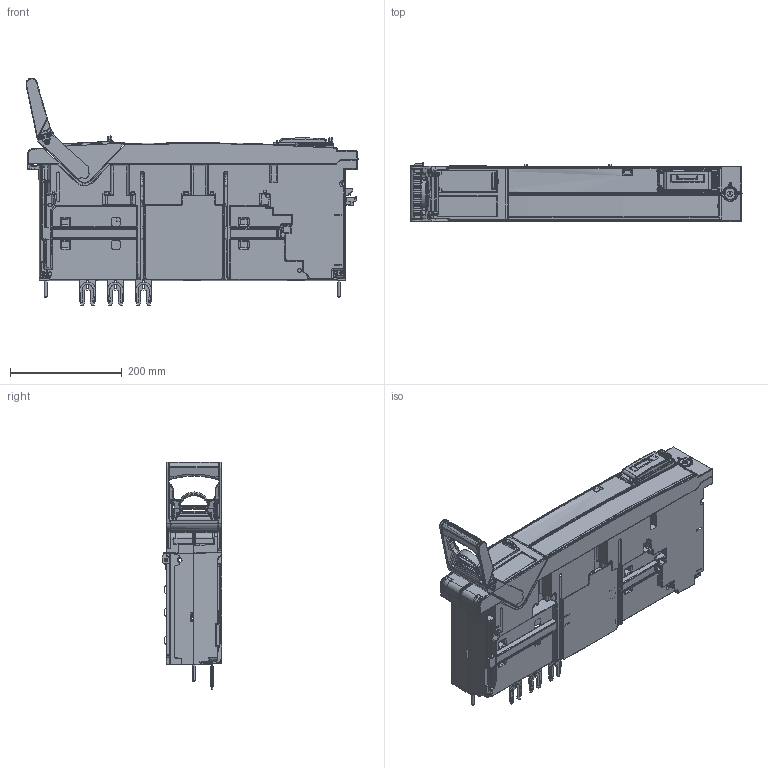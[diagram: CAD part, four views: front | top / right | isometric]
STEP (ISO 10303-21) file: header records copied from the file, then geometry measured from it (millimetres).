
FILE_DESCRIPTION((''),'2;1');
FILE_NAME('XRG1-50-10-3P','2022-08-11T15:45:57',('XYS'),(''),'CREO PARAMETRIC BY PTC INC, 2016390','CREO PARAMETRIC BY PTC INC, 2016390','');
FILE_SCHEMA(('CONFIG_CONTROL_DESIGN'));
Length unit declared in the file: millimetre
Products named in the file (1): XRG1-50-10-3P
Bounding box: 594.17 x 107.02 x 406.86 mm (x, y, z)
Surface area: 688612.9 mm2 (no closed solid volume)
Topology: 0 solids, 230 shells, 4273 faces, 14988 edges, 10762 vertices
Faces by surface type: plane 1673, cylinder 1668, bspline 428, torus 322, cone 120, extrusion 36, sphere 26
Entity records: 208860 total; most frequent: CARTESIAN_POINT 89461, ORIENTED_EDGE 24301, DIRECTION 22325, EDGE_CURVE 14956, VERTEX_POINT 10761, AXIS2_PLACEMENT_3D 7683, VECTOR 6959, LINE 6923
